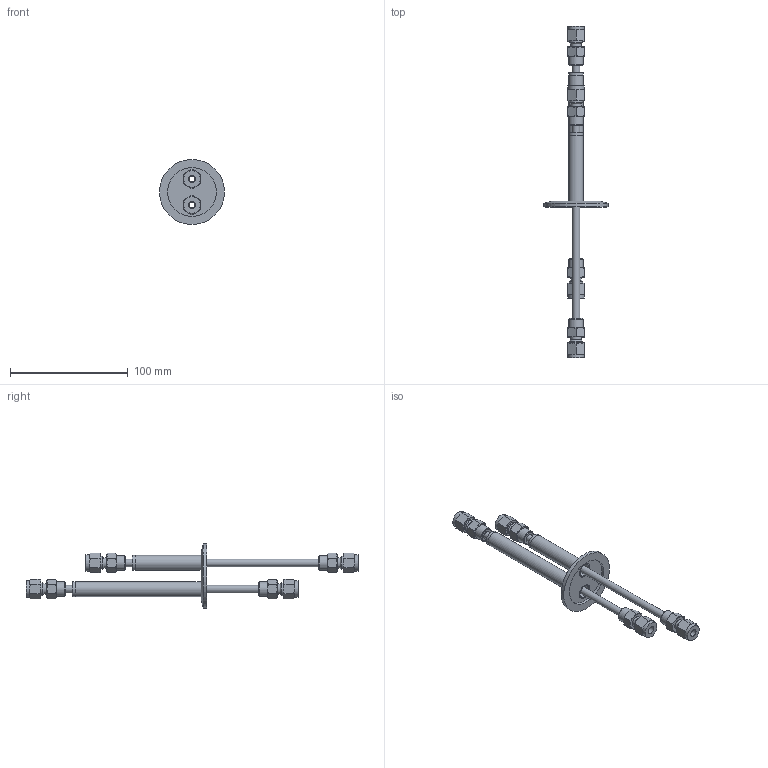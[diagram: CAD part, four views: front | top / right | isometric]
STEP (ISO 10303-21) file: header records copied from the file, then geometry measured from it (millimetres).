
FILE_DESCRIPTION(/* description */ (''),/* implementation_level */ '2;1');
FILE_NAME(/* name */ 'FL-LNF2S-40KF.stp',/* time_stamp */ '2019-03-15T13:49:17+00:00',/* author */ ('paul'),/* organization */ (''),/* preprocessor_version */ 'ST-DEVELOPER v17.2',/* originating_system */ 'Autodesk Inventor 2019',/* authorisation */ '');
FILE_SCHEMA (('AUTOMOTIVE_DESIGN { 1 0 10303 214 3 1 1 }'));
Products named in the file (10): FL-LNF2S-40CF; FL-LNF2-40KF; tube assy for KF long; big tube long for KF; FL-40KF; tube assy for KF short; washer; big tube short for KF; small tube; RM-SS-400-6-4W
Assembly tree (14 placements, depth 4):
  FL-LNF2S-40CF
    FL-LNF2-40KF
      tube assy for KF long
        washer
        big tube long for KF
        small tube
      FL-40KF
      tube assy for KF short
        washer
        big tube short for KF
        small tube
    RM-SS-400-6-4W  x4
Bounding box: 55 x 281.43 x 55 mm (x, y, z)
Volume: 33713.5 mm3; surface area: 41506 mm2
Topology: 11 solids, 11 shells, 244 faces, 545 edges, 346 vertices
Faces by surface type: cone 105, plane 93, cylinder 46
Full cylindrical faces by diameter (mm): 4.76 x2, 4.826 x4, 6.35 x8, 6.604 x4, 8.953 x4, 10.9 x3, 10.922 x1, 11.112 x4, 12.192 x4, 12.7 x6, 14.224 x4, 41.2 x1, 55 x1
Entity records: 2562 total; most frequent: CARTESIAN_POINT 473, DIRECTION 407, ORIENTED_EDGE 334, AXIS2_PLACEMENT_3D 186, EDGE_CURVE 167, VERTEX_POINT 108, EDGE_LOOP 99, CIRCLE 84
